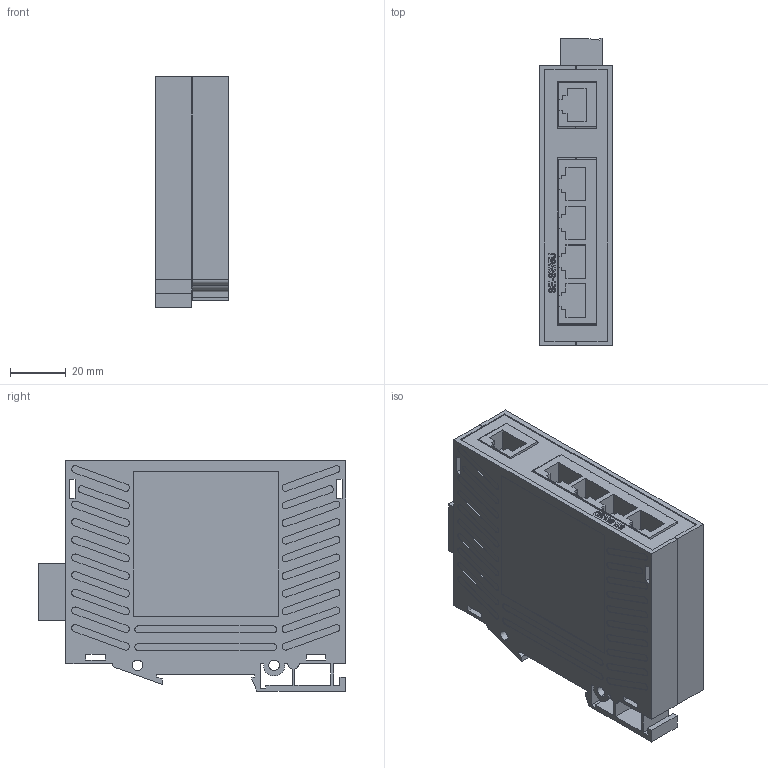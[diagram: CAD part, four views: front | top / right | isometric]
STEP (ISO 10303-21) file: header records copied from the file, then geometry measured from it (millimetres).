
FILE_DESCRIPTION (( 'STEP AP214' ), '1' );
FILE_NAME ('SE-SW5U.STEP', '2019-11-19T14:31:01', ( '' ), ( '' ), 'SwSTEP 2.0', 'SolidWorks 2019', '' );
FILE_SCHEMA (( 'AUTOMOTIVE_DESIGN' ));
Length unit declared in the file: inch
Products named in the file (1): SE-SW5U
Bounding box: 26.25 x 110.49 x 82.81 mm (x, y, z)
Volume: 40591.1 mm3; surface area: 65179.6 mm2
Topology: 17 solids, 17 shells, 1069 faces, 2919 edges, 1946 vertices
Faces by surface type: plane 669, cylinder 355, bspline 45
Entity records: 36605 total; most frequent: CARTESIAN_POINT 8441, ORIENTED_EDGE 5838, DIRECTION 5589, EDGE_CURVE 2919, LINE 2119, VECTOR 2119, VERTEX_POINT 1946, AXIS2_PLACEMENT_3D 1735
